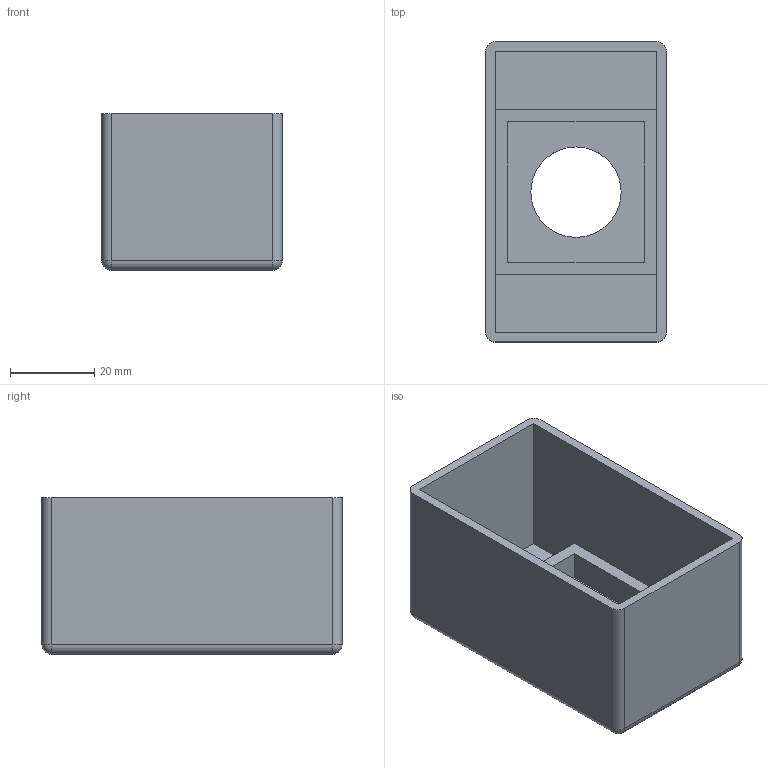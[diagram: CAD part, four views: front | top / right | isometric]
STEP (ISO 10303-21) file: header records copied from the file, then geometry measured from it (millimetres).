
FILE_DESCRIPTION(('FreeCAD Model'),'2;1');
FILE_NAME('Open CASCADE Shape Model','2024-10-10T12:56:31',('Author'),( ''),'Open CASCADE STEP processor 7.6','FreeCAD','Unknown');
FILE_SCHEMA(('AUTOMOTIVE_DESIGN { 1 0 10303 214 1 1 1 1 }'));
Length unit declared in the file: millimetre
Products named in the file (1): CapHolePocket
Bounding box: 42.9 x 71.4 x 37.2 mm (x, y, z)
Volume: 25522.9 mm3; surface area: 21982.9 mm2
Topology: 1 solids, 1 shells, 33 faces, 75 edges, 46 vertices
Faces by surface type: plane 20, cylinder 9, sphere 4
Full cylindrical faces by diameter (mm): 21.5 x1
Entity records: 937 total; most frequent: DIRECTION 161, CARTESIAN_POINT 155, ORIENTED_EDGE 150, EDGE_CURVE 75, LINE 57, VECTOR 57, AXIS2_PLACEMENT_3D 52, VERTEX_POINT 46
